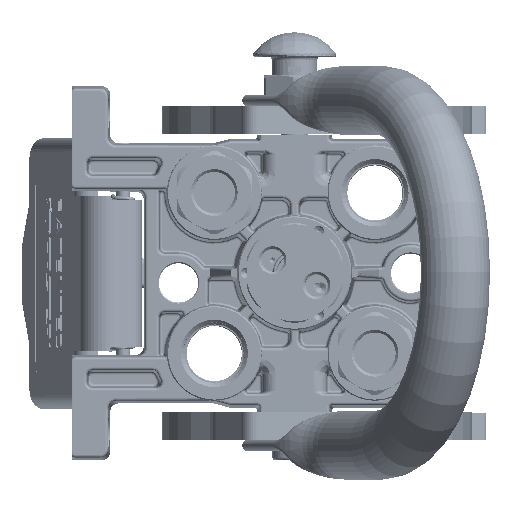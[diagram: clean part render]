
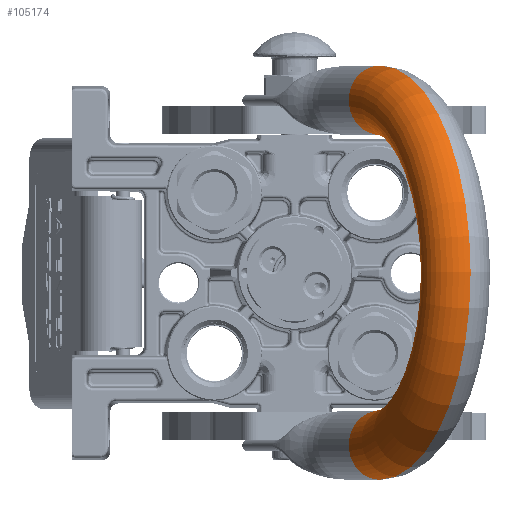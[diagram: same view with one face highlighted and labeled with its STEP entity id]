
A CAD part, top view. The second image highlights one B-rep face of the part: STEP entity #105174.
In plain terms, the highlighted toroidal (fillet/blend) face has major radius 62.25 mm and minor radius 12.5 mm.
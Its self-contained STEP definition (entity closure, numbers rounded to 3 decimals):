
#5202 = DIRECTION ( 'NONE',  ( -1., 0., 0. ) ) ;
#6392 = CIRCLE ( 'NONE', #13203, 74.75 ) ;
#11506 = DIRECTION ( 'NONE',  ( 1., 0., 0. ) ) ;
#11908 = VERTEX_POINT ( 'NONE', #19971 ) ;
#13203 = AXIS2_PLACEMENT_3D ( 'NONE', #120398, #202339, #201658 ) ;
#18933 = CARTESIAN_POINT ( 'NONE',  ( 0., 0., 25.25 ) ) ;
#19971 = CARTESIAN_POINT ( 'NONE',  ( 49.75, 0., 25.25 ) ) ;
#31876 = CARTESIAN_POINT ( 'NONE',  ( 74.75, 0., 25.25 ) ) ;
#33508 = EDGE_CURVE ( 'NONE', #167756, #88547, #118364, .T. ) ;
#43606 = CARTESIAN_POINT ( 'NONE',  ( 62.25, 0., 25.25 ) ) ;
#44852 = AXIS2_PLACEMENT_3D ( 'NONE', #53706, #185429, #5202 ) ;
#53706 = CARTESIAN_POINT ( 'NONE',  ( -62.25, 0., 25.25 ) ) ;
#58569 = DIRECTION ( 'NONE',  ( 1., 0., 0. ) ) ;
#58935 = FACE_OUTER_BOUND ( 'NONE', #65052, .T. ) ;
#65052 = EDGE_LOOP ( 'NONE', ( #143257, #187254, #139638, #162517 ) ) ;
#71597 = TOROIDAL_SURFACE ( 'NONE', #156149, 62.25, 12.5 ) ;
#84623 = CIRCLE ( 'NONE', #116386, 49.75 ) ;
#85819 = DIRECTION ( 'NONE',  ( 0., 1., 0. ) ) ;
#88547 = VERTEX_POINT ( 'NONE', #132320 ) ;
#97598 = EDGE_CURVE ( 'NONE', #167756, #173021, #6392, .T. ) ;
#105174 = ADVANCED_FACE ( 'NONE', ( #58935 ), #71597, .T. ) ;
#109776 = DIRECTION ( 'NONE',  ( 0., 1., 0. ) ) ;
#116386 = AXIS2_PLACEMENT_3D ( 'NONE', #18933, #85819, #199844 ) ;
#118364 = CIRCLE ( 'NONE', #44852, 12.5 ) ;
#120398 = CARTESIAN_POINT ( 'NONE',  ( 0., 0., 25.25 ) ) ;
#132320 = CARTESIAN_POINT ( 'NONE',  ( -49.75, 0., 25.25 ) ) ;
#139638 = ORIENTED_EDGE ( 'NONE', *, *, #97598, .F. ) ;
#143257 = ORIENTED_EDGE ( 'NONE', *, *, #202228, .T. ) ;
#148646 = CIRCLE ( 'NONE', #149465, 12.5 ) ;
#149465 = AXIS2_PLACEMENT_3D ( 'NONE', #43606, #158252, #11506 ) ;
#156149 = AXIS2_PLACEMENT_3D ( 'NONE', #156154, #109776, #58569 ) ;
#156154 = CARTESIAN_POINT ( 'NONE',  ( 0., 0., 25.25 ) ) ;
#158252 = DIRECTION ( 'NONE',  ( 0., 0., -1. ) ) ;
#162517 = ORIENTED_EDGE ( 'NONE', *, *, #33508, .T. ) ;
#167756 = VERTEX_POINT ( 'NONE', #205671 ) ;
#173021 = VERTEX_POINT ( 'NONE', #31876 ) ;
#185429 = DIRECTION ( 'NONE',  ( 0., 0., 1. ) ) ;
#187254 = ORIENTED_EDGE ( 'NONE', *, *, #188265, .F. ) ;
#188265 = EDGE_CURVE ( 'NONE', #173021, #11908, #148646, .T. ) ;
#199844 = DIRECTION ( 'NONE',  ( -1., 0., 0. ) ) ;
#201658 = DIRECTION ( 'NONE',  ( -1., 0., 0. ) ) ;
#202228 = EDGE_CURVE ( 'NONE', #88547, #11908, #84623, .T. ) ;
#202339 = DIRECTION ( 'NONE',  ( 0., 1., 0. ) ) ;
#205671 = CARTESIAN_POINT ( 'NONE',  ( -74.75, 0., 25.25 ) ) ;
